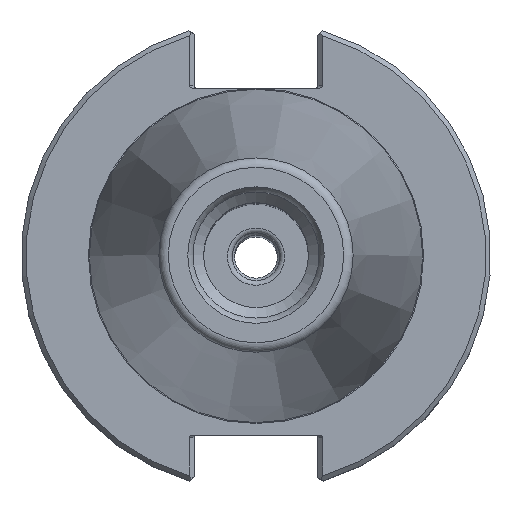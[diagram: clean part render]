
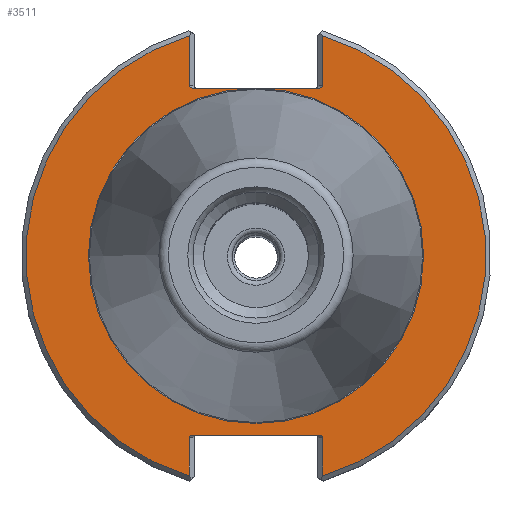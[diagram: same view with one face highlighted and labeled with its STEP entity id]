
A CAD part, top view. The second image highlights one B-rep face of the part: STEP entity #3511.
In plain terms, the highlighted planar face has unit normal (0, 0, 1).
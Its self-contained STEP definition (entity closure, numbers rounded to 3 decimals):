
#26=ELLIPSE('',#3723,0.707,0.5);
#27=ELLIPSE('',#3725,0.707,0.5);
#35=ELLIPSE('',#3753,0.707,0.5);
#36=ELLIPSE('',#3755,0.707,0.5);
#78=LINE('',#5249,#159);
#79=LINE('',#5258,#160);
#84=LINE('',#5277,#165);
#85=LINE('',#5286,#166);
#95=LINE('',#5320,#176);
#106=LINE('',#5367,#187);
#159=VECTOR('',#4192,1000.);
#160=VECTOR('',#4199,1000.);
#165=VECTOR('',#4214,1000.);
#166=VECTOR('',#4221,1000.);
#176=VECTOR('',#4247,1000.);
#187=VECTOR('',#4292,1000.);
#791=ORIENTED_EDGE('',*,*,#1168,.T.);
#792=ORIENTED_EDGE('',*,*,#1166,.T.);
#793=ORIENTED_EDGE('',*,*,#1162,.T.);
#794=ORIENTED_EDGE('',*,*,#1183,.F.);
#795=ORIENTED_EDGE('',*,*,#1160,.T.);
#796=ORIENTED_EDGE('',*,*,#1158,.T.);
#797=ORIENTED_EDGE('',*,*,#1156,.T.);
#798=ORIENTED_EDGE('',*,*,#1155,.T.);
#799=ORIENTED_EDGE('',*,*,#1202,.T.);
#800=ORIENTED_EDGE('',*,*,#1204,.F.);
#801=ORIENTED_EDGE('',*,*,#1205,.T.);
#802=ORIENTED_EDGE('',*,*,#1169,.T.);
#803=ORIENTED_EDGE('',*,*,#1152,.F.);
#1152=EDGE_CURVE('',#1413,#1413,#1571,.T.);
#1155=EDGE_CURVE('',#1414,#1415,#78,.T.);
#1156=EDGE_CURVE('',#1416,#1414,#1572,.T.);
#1158=EDGE_CURVE('',#1417,#1416,#79,.T.);
#1160=EDGE_CURVE('',#1418,#1417,#26,.F.);
#1162=EDGE_CURVE('',#1419,#1420,#27,.F.);
#1166=EDGE_CURVE('',#1421,#1419,#84,.T.);
#1168=EDGE_CURVE('',#1422,#1421,#1573,.T.);
#1169=EDGE_CURVE('',#1423,#1422,#85,.T.);
#1183=EDGE_CURVE('',#1418,#1420,#95,.T.);
#1202=EDGE_CURVE('',#1415,#1441,#35,.F.);
#1204=EDGE_CURVE('',#1442,#1441,#106,.T.);
#1205=EDGE_CURVE('',#1442,#1423,#36,.F.);
#1413=VERTEX_POINT('',#5240);
#1414=VERTEX_POINT('',#5246);
#1415=VERTEX_POINT('',#5248);
#1416=VERTEX_POINT('',#5252);
#1417=VERTEX_POINT('',#5259);
#1418=VERTEX_POINT('',#5263);
#1419=VERTEX_POINT('',#5267);
#1420=VERTEX_POINT('',#5268);
#1421=VERTEX_POINT('',#5276);
#1422=VERTEX_POINT('',#5283);
#1423=VERTEX_POINT('',#5287);
#1441=VERTEX_POINT('',#5364);
#1442=VERTEX_POINT('',#5368);
#1571=CIRCLE('',#3717,35.118);
#1572=CIRCLE('',#3720,48.21);
#1573=CIRCLE('',#3728,48.21);
#1771=EDGE_LOOP('',(#791,#792,#793,#794,#795,#796,#797,#798,#799,#800,#801,
#802));
#1772=EDGE_LOOP('',(#803));
#2041=FACE_BOUND('',#1771,.T.);
#2042=FACE_BOUND('',#1772,.T.);
#2211=PLANE('',#3754);
#3511=ADVANCED_FACE('',(#2041,#2042),#2211,.T.);
#3717=AXIS2_PLACEMENT_3D('',#5239,#4187,#4188);
#3720=AXIS2_PLACEMENT_3D('',#5251,#4195,#4196);
#3723=AXIS2_PLACEMENT_3D('',#5262,#4203,#4204);
#3725=AXIS2_PLACEMENT_3D('',#5266,#4208,#4209);
#3728=AXIS2_PLACEMENT_3D('',#5284,#4217,#4218);
#3753=AXIS2_PLACEMENT_3D('',#5363,#4287,#4288);
#3754=AXIS2_PLACEMENT_3D('',#5366,#4290,#4291);
#3755=AXIS2_PLACEMENT_3D('',#5369,#4293,#4294);
#4187=DIRECTION('',(0.,0.,1.));
#4188=DIRECTION('',(1.,0.,0.));
#4192=DIRECTION('',(0.,-1.,0.));
#4195=DIRECTION('',(0.,0.,1.));
#4196=DIRECTION('',(1.,0.,0.));
#4199=DIRECTION('',(0.,-1.,0.));
#4203=DIRECTION('',(0.,0.,1.));
#4204=DIRECTION('',(1.,0.,0.));
#4208=DIRECTION('',(0.,0.,1.));
#4209=DIRECTION('',(1.,0.,0.));
#4214=DIRECTION('',(0.,1.,0.));
#4217=DIRECTION('',(0.,0.,1.));
#4218=DIRECTION('',(1.,0.,0.));
#4221=DIRECTION('',(0.,1.,0.));
#4247=DIRECTION('',(-1.,0.,0.));
#4287=DIRECTION('',(0.,0.,1.));
#4288=DIRECTION('',(-1.,0.,0.));
#4290=DIRECTION('',(0.,0.,1.));
#4291=DIRECTION('',(1.,0.,0.));
#4292=DIRECTION('',(1.,0.,0.));
#4293=DIRECTION('',(0.,0.,1.));
#4294=DIRECTION('',(-1.,0.,0.));
#5239=CARTESIAN_POINT('',(0.,0.,-3.17));
#5240=CARTESIAN_POINT('',(35.118,0.,-3.17));
#5246=CARTESIAN_POINT('',(13.955,46.146,-3.17));
#5248=CARTESIAN_POINT('',(13.955,35.66,-3.17));
#5249=CARTESIAN_POINT('',(13.955,35.16,-3.17));
#5251=CARTESIAN_POINT('',(0.,0.,-3.17));
#5252=CARTESIAN_POINT('',(13.955,-46.146,-3.17));
#5258=CARTESIAN_POINT('',(13.955,-47.619,-3.17));
#5259=CARTESIAN_POINT('',(13.955,-38.07,-3.17));
#5262=CARTESIAN_POINT('',(13.248,-38.07,-3.17));
#5263=CARTESIAN_POINT('',(13.248,-37.57,-3.17));
#5266=CARTESIAN_POINT('',(-13.248,-38.07,-3.17));
#5267=CARTESIAN_POINT('',(-13.955,-38.07,-3.17));
#5268=CARTESIAN_POINT('',(-13.248,-37.57,-3.17));
#5276=CARTESIAN_POINT('',(-13.955,-46.146,-3.17));
#5277=CARTESIAN_POINT('',(-13.955,-37.57,-3.17));
#5283=CARTESIAN_POINT('',(-13.955,46.146,-3.17));
#5284=CARTESIAN_POINT('',(0.,0.,-3.17));
#5286=CARTESIAN_POINT('',(-13.955,47.619,-3.17));
#5287=CARTESIAN_POINT('',(-13.955,35.66,-3.17));
#5320=CARTESIAN_POINT('',(12.955,-37.57,-3.17));
#5363=CARTESIAN_POINT('',(13.248,35.66,-3.17));
#5364=CARTESIAN_POINT('',(13.248,35.16,-3.17));
#5366=CARTESIAN_POINT('',(35.118,0.,-3.17));
#5367=CARTESIAN_POINT('',(-12.955,35.16,-3.17));
#5368=CARTESIAN_POINT('',(-13.248,35.16,-3.17));
#5369=CARTESIAN_POINT('',(-13.248,35.66,-3.17));
